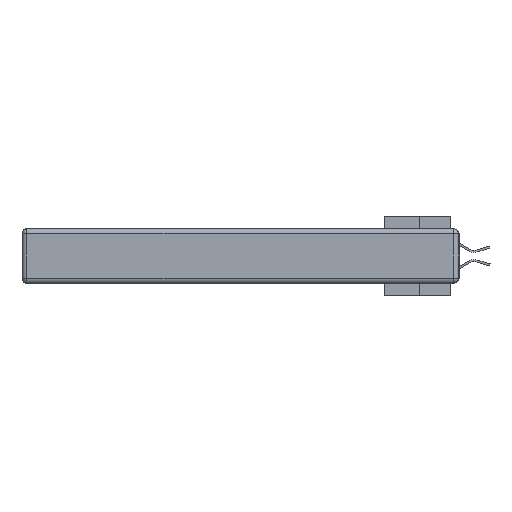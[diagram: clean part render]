
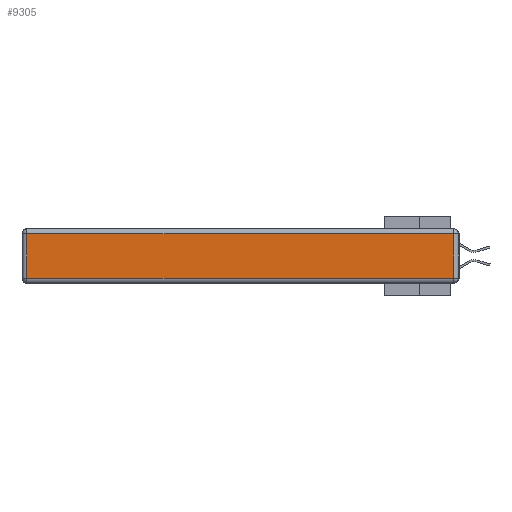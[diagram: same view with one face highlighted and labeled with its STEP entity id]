
A CAD part, left-side view. The second image highlights one B-rep face of the part: STEP entity #9305.
In plain terms, the highlighted planar face has unit normal (-1, 0, 0).
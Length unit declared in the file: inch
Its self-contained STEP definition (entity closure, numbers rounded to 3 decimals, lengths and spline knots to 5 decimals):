
#46 = EDGE_CURVE ( 'NONE', #20902, #37230, #34825, .T. ) ;
#494 = VECTOR ( 'NONE', #24821, 39.37008 ) ;
#2078 = DIRECTION ( 'NONE',  ( 0., 0., -1. ) ) ;
#2544 = AXIS2_PLACEMENT_3D ( 'NONE', #15535, #18485, #2675 ) ;
#2675 = DIRECTION ( 'NONE',  ( 0., 0., 1. ) ) ;
#3194 = VERTEX_POINT ( 'NONE', #31887 ) ;
#3649 = CARTESIAN_POINT ( 'NONE',  ( 0., 0., -0.313 ) ) ;
#5321 = CARTESIAN_POINT ( 'NONE',  ( 0., 2.75, -0.03 ) ) ;
#5448 = VERTEX_POINT ( 'NONE', #19757 ) ;
#5512 = EDGE_CURVE ( 'NONE', #3194, #20902, #36991, .T. ) ;
#7274 = ORIENTED_EDGE ( 'NONE', *, *, #5512, .T. ) ;
#8664 = LINE ( 'NONE', #18525, #9101 ) ;
#8976 = ORIENTED_EDGE ( 'NONE', *, *, #38313, .T. ) ;
#9101 = VECTOR ( 'NONE', #18020, 39.37008 ) ;
#9305 = ADVANCED_FACE ( 'NONE', ( #27819 ), #31527, .T. ) ;
#10210 = VECTOR ( 'NONE', #2078, 39.37008 ) ;
#11966 = LINE ( 'NONE', #5321, #494 ) ;
#15296 = ORIENTED_EDGE ( 'NONE', *, *, #46, .T. ) ;
#15535 = CARTESIAN_POINT ( 'NONE',  ( 0., 0., -0.343 ) ) ;
#18020 = DIRECTION ( 'NONE',  ( 0., 0., 1. ) ) ;
#18485 = DIRECTION ( 'NONE',  ( -1., 0., 0. ) ) ;
#18525 = CARTESIAN_POINT ( 'NONE',  ( 0., 0.03, -0.343 ) ) ;
#19757 = CARTESIAN_POINT ( 'NONE',  ( 0., 0.03, -0.03 ) ) ;
#20373 = CARTESIAN_POINT ( 'NONE',  ( 0., 2.72, -0.343 ) ) ;
#20743 = VECTOR ( 'NONE', #29012, 39.37008 ) ;
#20902 = VERTEX_POINT ( 'NONE', #24427 ) ;
#24179 = EDGE_LOOP ( 'NONE', ( #15296, #8976, #35945, #7274 ) ) ;
#24427 = CARTESIAN_POINT ( 'NONE',  ( 0., 2.72, -0.313 ) ) ;
#24821 = DIRECTION ( 'NONE',  ( 0., 1., 0. ) ) ;
#27819 = FACE_OUTER_BOUND ( 'NONE', #24179, .T. ) ;
#29012 = DIRECTION ( 'NONE',  ( 0., -1., 0. ) ) ;
#29348 = EDGE_CURVE ( 'NONE', #5448, #3194, #11966, .T. ) ;
#30208 = CARTESIAN_POINT ( 'NONE',  ( 0., 0.03, -0.313 ) ) ;
#31527 = PLANE ( 'NONE',  #2544 ) ;
#31887 = CARTESIAN_POINT ( 'NONE',  ( 0., 2.72, -0.03 ) ) ;
#34825 = LINE ( 'NONE', #3649, #20743 ) ;
#35945 = ORIENTED_EDGE ( 'NONE', *, *, #29348, .T. ) ;
#36991 = LINE ( 'NONE', #20373, #10210 ) ;
#37230 = VERTEX_POINT ( 'NONE', #30208 ) ;
#38313 = EDGE_CURVE ( 'NONE', #37230, #5448, #8664, .T. ) ;
